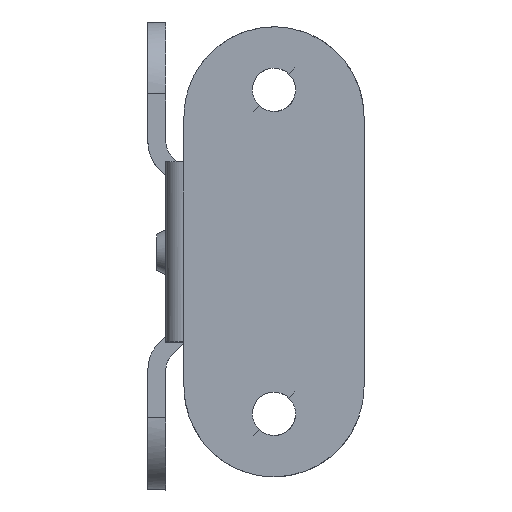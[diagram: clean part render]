
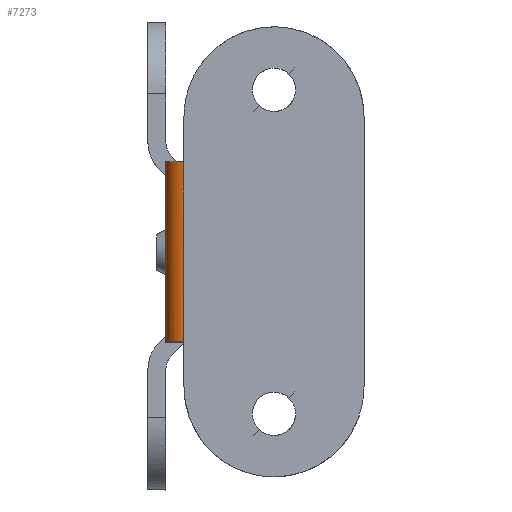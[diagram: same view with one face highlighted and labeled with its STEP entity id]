
A CAD part, top view. The second image highlights one B-rep face of the part: STEP entity #7273.
In plain terms, the highlighted free-form (B-spline) face has degree [1, 2] with [2, 3] control points.
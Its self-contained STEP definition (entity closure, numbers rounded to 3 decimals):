
#7219=CARTESIAN_POINT('',(4.017,-10.5,15.));
#7220=CARTESIAN_POINT('',(4.017,10.512,15.));
#7221=CARTESIAN_POINT('',(1.873,-10.5,15.019));
#7222=CARTESIAN_POINT('',(1.873,10.513,15.019));
#7223=CARTESIAN_POINT('',(2.004,-10.5,12.878));
#7224=CARTESIAN_POINT('',(2.004,10.512,12.878));
#7232=(BOUNDED_SURFACE()B_SPLINE_SURFACE(1,2,((#7219,#7221,#7223),(#7220,#7222,#7224)),.UNSPECIFIED.,.F.,.F.,.U.)B_SPLINE_SURFACE_WITH_KNOTS((2,2),(3,3),(0.0,21.012),(0.0,3.478),.UNSPECIFIED.)GEOMETRIC_REPRESENTATION_ITEM()RATIONAL_B_SPLINE_SURFACE(((1.0,0.682,1.0),(1.0,0.682,1.0)))REPRESENTATION_ITEM('')SURFACE());
#7233=CARTESIAN_POINT('',(4.,-10.0,15.0));
#7234=VERTEX_POINT('',#7233);
#7235=CARTESIAN_POINT('',(2.0,-10.0,13.0));
#7236=VERTEX_POINT('',#7235);
#7237=CARTESIAN_POINT('',(4.,-10.0,15.0));
#7238=CARTESIAN_POINT('',(3.804,-10.,15.));
#7239=CARTESIAN_POINT('',(3.378,-10.,14.937));
#7240=CARTESIAN_POINT('',(2.755,-10.,14.624));
#7241=CARTESIAN_POINT('',(2.173,-10.,13.981));
#7242=CARTESIAN_POINT('',(1.999,-10.,13.36));
#7243=CARTESIAN_POINT('',(2.0,-10.0,13.0));
#7244=B_SPLINE_CURVE_WITH_KNOTS('',3,(#7237,#7238,#7239,#7240,#7241,#7242,#7243),.UNSPECIFIED.,.F.,.U.,(4,1,1,1,4),(0.,0.589,1.276,2.062,3.142),.UNSPECIFIED.);
#7245=EDGE_CURVE('',#7234,#7236,#7244,.T.);
#7246=ORIENTED_EDGE('',*,*,#7245,.F.);
#7247=CARTESIAN_POINT('',(4.,10.0,15.0));
#7248=VERTEX_POINT('',#7247);
#7249=CARTESIAN_POINT('',(4.,10.0,15.0));
#7250=CARTESIAN_POINT('',(4.,-10.0,15.0));
#7251=QUASI_UNIFORM_CURVE('',1,(#7249,#7250),.UNSPECIFIED.,.F.,.U.);
#7252=EDGE_CURVE('',#7248,#7234,#7251,.T.);
#7253=ORIENTED_EDGE('',*,*,#7252,.F.);
#7254=CARTESIAN_POINT('',(2.0,10.0,13.0));
#7255=VERTEX_POINT('',#7254);
#7256=CARTESIAN_POINT('',(2.0,10.0,13.0));
#7257=CARTESIAN_POINT('',(1.999,10.0,13.36));
#7258=CARTESIAN_POINT('',(2.173,10.,13.981));
#7259=CARTESIAN_POINT('',(2.688,10.0,14.549));
#7260=CARTESIAN_POINT('',(3.28,10.0,14.904));
#7261=CARTESIAN_POINT('',(3.705,10.,15.));
#7262=CARTESIAN_POINT('',(4.,10.0,15.0));
#7263=B_SPLINE_CURVE_WITH_KNOTS('',3,(#7256,#7257,#7258,#7259,#7260,#7261,#7262),.UNSPECIFIED.,.F.,.U.,(4,1,1,1,4),(0.,1.08,1.865,2.258,3.142),.UNSPECIFIED.);
#7264=EDGE_CURVE('',#7255,#7248,#7263,.T.);
#7265=ORIENTED_EDGE('',*,*,#7264,.F.);
#7266=CARTESIAN_POINT('',(2.0,-10.0,13.0));
#7267=CARTESIAN_POINT('',(2.0,10.0,13.0));
#7268=QUASI_UNIFORM_CURVE('',1,(#7266,#7267),.UNSPECIFIED.,.F.,.U.);
#7269=EDGE_CURVE('',#7236,#7255,#7268,.T.);
#7270=ORIENTED_EDGE('',*,*,#7269,.F.);
#7271=EDGE_LOOP('',(#7246,#7253,#7265,#7270));
#7272=FACE_OUTER_BOUND('',#7271,.T.);
#7273=ADVANCED_FACE('',(#7272),#7232,.T.);
